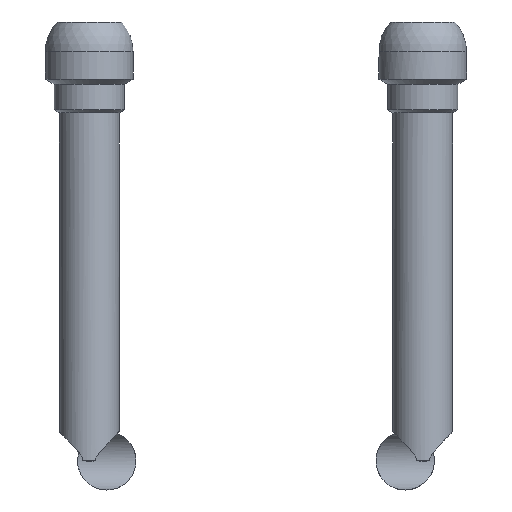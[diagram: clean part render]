
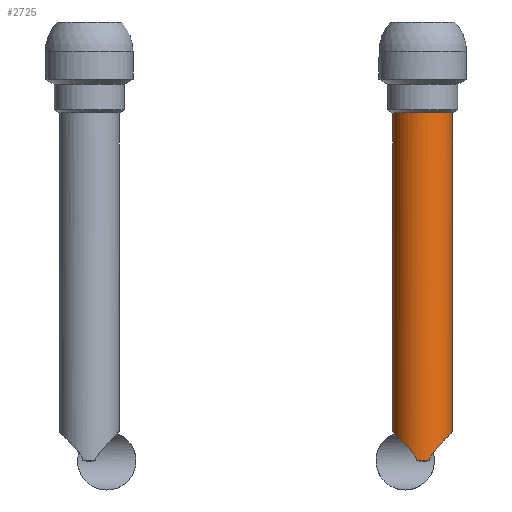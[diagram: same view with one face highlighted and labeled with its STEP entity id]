
A CAD part, left-side view. The second image highlights one B-rep face of the part: STEP entity #2725.
In plain terms, the highlighted cylindrical face has radius 3.4 mm (diameter 6.8 mm), a full revolution.
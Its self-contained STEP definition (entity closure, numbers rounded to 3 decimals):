
#42=B_SPLINE_CURVE_WITH_KNOTS('',3,(#14423,#14424,#14425,#14426,#14427,
#14428,#14429,#14430,#14431,#14432,#14433,#14434,#14435,#14436,#14437,#14438,
#14439,#14440,#14441,#14442,#14443,#14444,#14445,#14446,#14447,#14448),
 .UNSPECIFIED.,.F.,.F.,(4,2,2,2,2,2,2,2,2,2,2,2,4),(-1.086,-1.042,
-0.877,-0.74,-0.672,-0.603,
-0.535,-0.467,-0.33,-0.165,
-0.082,-0.041,0.),.UNSPECIFIED.);
#43=B_SPLINE_CURVE_WITH_KNOTS('',3,(#14453,#14454,#14455,#14456,#14457,
#14458,#14459,#14460,#14461,#14462,#14463,#14464,#14465,#14466,#14467,#14468,
#14469,#14470,#14471,#14472),.UNSPECIFIED.,.F.,.F.,(4,2,2,2,2,2,2,2,2,4),
(0.,0.041,0.082,0.165,0.33,
0.467,0.535,0.603,0.672,
0.725),.UNSPECIFIED.);
#48=B_SPLINE_CURVE_WITH_KNOTS('',3,(#14612,#14613,#14614,#14615,#14616,
#14617,#14618,#14619,#14620,#14621,#14622,#14623,#14624,#14625,#14626,#14627,
#14628,#14629),.UNSPECIFIED.,.F.,.F.,(4,2,2,2,2,2,2,2,4),(1.801,
1.857,1.944,2.032,2.113,2.193,
2.275,2.357,2.427),.UNSPECIFIED.);
#157=FACE_BOUND('',#680,.T.);
#238=CIRCLE('',#2967,3.4);
#243=CIRCLE('',#2978,3.4);
#279=CYLINDRICAL_SURFACE('',#2977,3.4);
#435=FACE_OUTER_BOUND('',#679,.T.);
#679=EDGE_LOOP('',(#2261));
#680=EDGE_LOOP('',(#2262,#2263,#2264,#2265));
#1310=VERTEX_POINT('',#14413);
#1311=VERTEX_POINT('',#14414);
#1312=VERTEX_POINT('',#14422);
#1314=VERTEX_POINT('',#14451);
#1343=VERTEX_POINT('',#14598);
#1606=EDGE_CURVE('',#1312,#1311,#42,.T.);
#1609=EDGE_CURVE('',#1310,#1314,#43,.T.);
#1659=EDGE_CURVE('',#1343,#1343,#238,.T.);
#1664=EDGE_CURVE('',#1314,#1312,#48,.T.);
#1665=EDGE_CURVE('',#1310,#1311,#243,.T.);
#2261=ORIENTED_EDGE('',*,*,#1659,.T.);
#2262=ORIENTED_EDGE('',*,*,#1606,.T.);
#2263=ORIENTED_EDGE('',*,*,#1665,.F.);
#2264=ORIENTED_EDGE('',*,*,#1609,.T.);
#2265=ORIENTED_EDGE('',*,*,#1664,.T.);
#2725=ADVANCED_FACE('',(#435,#157),#279,.F.);
#2967=AXIS2_PLACEMENT_3D('',#14599,#3642,#3643);
#2977=AXIS2_PLACEMENT_3D('',#14630,#3662,#3663);
#2978=AXIS2_PLACEMENT_3D('',#14631,#3664,#3665);
#3642=DIRECTION('center_axis',(0.,0.,1.));
#3643=DIRECTION('ref_axis',(1.,0.,0.));
#3662=DIRECTION('center_axis',(0.,0.,1.));
#3663=DIRECTION('ref_axis',(1.,0.,0.));
#3664=DIRECTION('center_axis',(0.,0.,1.));
#3665=DIRECTION('ref_axis',(1.,0.,0.));
#14413=CARTESIAN_POINT('',(-51.324,-18.283,30.));
#14414=CARTESIAN_POINT('',(-51.324,-19.717,30.));
#14422=CARTESIAN_POINT('',(-44.814,-20.186,30.945));
#14423=CARTESIAN_POINT('Ctrl Pts',(-44.814,-20.186,
30.945));
#14424=CARTESIAN_POINT('Ctrl Pts',(-44.844,-20.269,31.049));
#14425=CARTESIAN_POINT('Ctrl Pts',(-44.881,-20.356,
31.152));
#14426=CARTESIAN_POINT('Ctrl Pts',(-45.082,-20.784,
31.645));
#14427=CARTESIAN_POINT('Ctrl Pts',(-45.328,-21.149,
32.028));
#14428=CARTESIAN_POINT('Ctrl Pts',(-45.917,-21.712,
32.617));
#14429=CARTESIAN_POINT('Ctrl Pts',(-46.268,-21.959,
32.871));
#14430=CARTESIAN_POINT('Ctrl Pts',(-46.877,-22.217,
33.136));
#14431=CARTESIAN_POINT('Ctrl Pts',(-47.095,-22.285,
33.206));
#14432=CARTESIAN_POINT('Ctrl Pts',(-47.542,-22.377,
33.3));
#14433=CARTESIAN_POINT('Ctrl Pts',(-47.772,-22.4,33.324));
#14434=CARTESIAN_POINT('Ctrl Pts',(-48.228,-22.4,33.324));
#14435=CARTESIAN_POINT('Ctrl Pts',(-48.458,-22.377,
33.3));
#14436=CARTESIAN_POINT('Ctrl Pts',(-48.905,-22.285,
33.206));
#14437=CARTESIAN_POINT('Ctrl Pts',(-49.123,-22.217,
33.136));
#14438=CARTESIAN_POINT('Ctrl Pts',(-49.732,-21.959,
32.871));
#14439=CARTESIAN_POINT('Ctrl Pts',(-50.083,-21.712,
32.617));
#14440=CARTESIAN_POINT('Ctrl Pts',(-50.672,-21.149,
32.028));
#14441=CARTESIAN_POINT('Ctrl Pts',(-50.918,-20.784,
31.645));
#14442=CARTESIAN_POINT('Ctrl Pts',(-51.157,-20.277,
31.061));
#14443=CARTESIAN_POINT('Ctrl Pts',(-51.215,-20.117,30.868));
#14444=CARTESIAN_POINT('Ctrl Pts',(-51.276,-19.913,30.569));
#14445=CARTESIAN_POINT('Ctrl Pts',(-51.292,-19.851,
30.468));
#14446=CARTESIAN_POINT('Ctrl Pts',(-51.316,-19.754,
30.252));
#14447=CARTESIAN_POINT('Ctrl Pts',(-51.324,-19.717,30.137));
#14448=CARTESIAN_POINT('Ctrl Pts',(-51.324,-19.717,30.));
#14451=CARTESIAN_POINT('',(-46.814,-15.814,33.105));
#14453=CARTESIAN_POINT('Ctrl Pts',(-51.324,-18.283,30.));
#14454=CARTESIAN_POINT('Ctrl Pts',(-51.324,-18.283,30.137));
#14455=CARTESIAN_POINT('Ctrl Pts',(-51.316,-18.246,
30.252));
#14456=CARTESIAN_POINT('Ctrl Pts',(-51.292,-18.149,
30.468));
#14457=CARTESIAN_POINT('Ctrl Pts',(-51.276,-18.087,30.569));
#14458=CARTESIAN_POINT('Ctrl Pts',(-51.215,-17.883,30.868));
#14459=CARTESIAN_POINT('Ctrl Pts',(-51.157,-17.723,
31.061));
#14460=CARTESIAN_POINT('Ctrl Pts',(-50.918,-17.216,
31.645));
#14461=CARTESIAN_POINT('Ctrl Pts',(-50.672,-16.851,
32.028));
#14462=CARTESIAN_POINT('Ctrl Pts',(-50.083,-16.288,
32.617));
#14463=CARTESIAN_POINT('Ctrl Pts',(-49.732,-16.041,
32.871));
#14464=CARTESIAN_POINT('Ctrl Pts',(-49.123,-15.783,
33.136));
#14465=CARTESIAN_POINT('Ctrl Pts',(-48.905,-15.715,
33.206));
#14466=CARTESIAN_POINT('Ctrl Pts',(-48.458,-15.623,
33.3));
#14467=CARTESIAN_POINT('Ctrl Pts',(-48.228,-15.6,33.324));
#14468=CARTESIAN_POINT('Ctrl Pts',(-47.772,-15.6,33.324));
#14469=CARTESIAN_POINT('Ctrl Pts',(-47.542,-15.623,
33.3));
#14470=CARTESIAN_POINT('Ctrl Pts',(-47.145,-15.705,
33.217));
#14471=CARTESIAN_POINT('Ctrl Pts',(-46.976,-15.753,
33.166));
#14472=CARTESIAN_POINT('Ctrl Pts',(-46.814,-15.814,
33.105));
#14598=CARTESIAN_POINT('',(-51.4,-19.,69.639));
#14599=CARTESIAN_POINT('Origin',(-48.,-19.,69.639));
#14612=CARTESIAN_POINT('Ctrl Pts',(-46.814,-15.814,
33.105));
#14613=CARTESIAN_POINT('Ctrl Pts',(-46.639,-15.879,33.129));
#14614=CARTESIAN_POINT('Ctrl Pts',(-46.47,-15.958,33.157));
#14615=CARTESIAN_POINT('Ctrl Pts',(-46.053,-16.197,
33.229));
#14616=CARTESIAN_POINT('Ctrl Pts',(-45.816,-16.378,
33.271));
#14617=CARTESIAN_POINT('Ctrl Pts',(-45.398,-16.792,33.324));
#14618=CARTESIAN_POINT('Ctrl Pts',(-45.216,-17.026,
33.333));
#14619=CARTESIAN_POINT('Ctrl Pts',(-44.933,-17.509,
33.292));
#14620=CARTESIAN_POINT('Ctrl Pts',(-44.817,-17.773,33.244));
#14621=CARTESIAN_POINT('Ctrl Pts',(-44.661,-18.3,
33.071));
#14622=CARTESIAN_POINT('Ctrl Pts',(-44.621,-18.562,
32.946));
#14623=CARTESIAN_POINT('Ctrl Pts',(-44.592,-19.018,
32.655));
#14624=CARTESIAN_POINT('Ctrl Pts',(-44.603,-19.233,
32.477));
#14625=CARTESIAN_POINT('Ctrl Pts',(-44.65,-19.614,32.071));
#14626=CARTESIAN_POINT('Ctrl Pts',(-44.688,-19.779,
31.844));
#14627=CARTESIAN_POINT('Ctrl Pts',(-44.757,-20.027,31.392));
#14628=CARTESIAN_POINT('Ctrl Pts',(-44.789,-20.119,
31.172));
#14629=CARTESIAN_POINT('Ctrl Pts',(-44.814,-20.186,
30.945));
#14630=CARTESIAN_POINT('Origin',(-48.,-19.,55.));
#14631=CARTESIAN_POINT('Origin',(-48.,-19.,30.));
